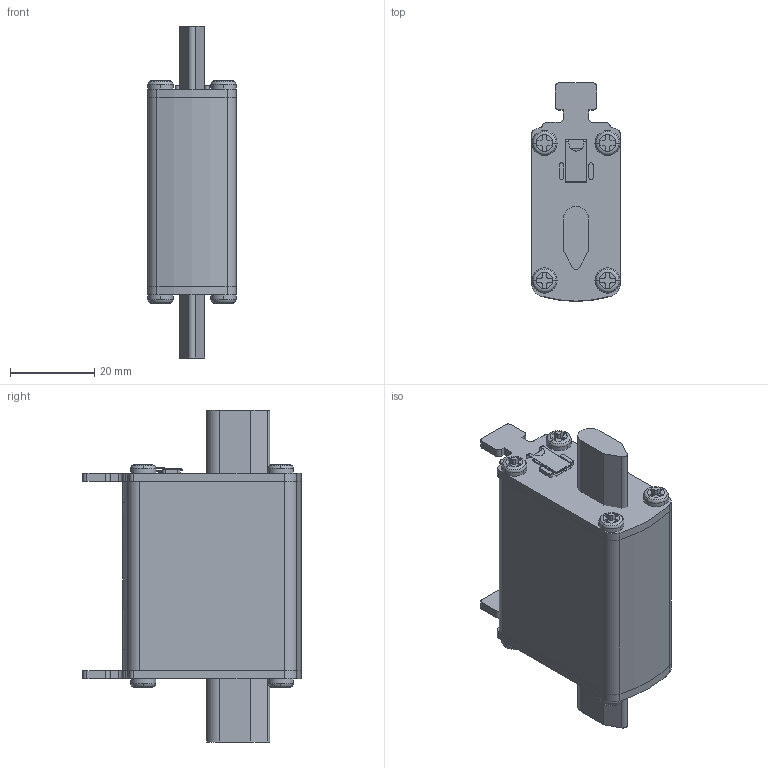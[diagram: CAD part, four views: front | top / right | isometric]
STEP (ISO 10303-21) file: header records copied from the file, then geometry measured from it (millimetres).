
FILE_DESCRIPTION((''),'2;1');
FILE_NAME('NH_DC_00C_440V_ASM','2019-10-07T',('marketing.praksa'),('Audax d.o.o.'),'CREO PARAMETRIC BY PTC INC, 2017480','CREO PARAMETRIC BY PTC INC, 2017480','');
FILE_SCHEMA(('AUTOMOTIVE_DESIGN { 1 0 10303 214 1 1 1 1 }'));
Length unit declared in the file: millimetre
Products named in the file (23): 1B0; 1CA; 1E9; 371-205; 371-206; 371-207; 38A; 397; 3A4; 3B1; 3C5; 3C9; 3D7; 3E4; 3F1; 3FE; 40B; 43C; 44C; 454; 4F7; PRODUCT_ASM; NH_DC_00C_440V_ASM
Assembly tree (22 placements, depth 3):
  NH_DC_00C_440V_ASM
    PRODUCT_ASM
      1B0
      1CA
      1E9
      371-205
      371-206
      371-207
      38A
      397
      3A4
      3B1
      3C5
      3C9
      3D7
      3E4
      3F1
      3FE
      40B
      43C
      44C
      454
      4F7
Bounding box: 21 x 52 x 79 mm (x, y, z)
Volume: 45365.8 mm3; surface area: 16341.8 mm2
Topology: 21 solids, 21 shells, 487 faces, 1406 edges, 957 vertices
Faces by surface type: plane 285, cylinder 166, torus 32, sphere 4
Entity records: 23365 total; most frequent: CARTESIAN_POINT 4194, ORIENTED_EDGE 2804, DIRECTION 2617, PRESENTATION_STYLE_ASSIGNMENT 1478, STYLED_ITEM 1476, CURVE_STYLE 1402, EDGE_CURVE 1402, VERTEX_POINT 957
